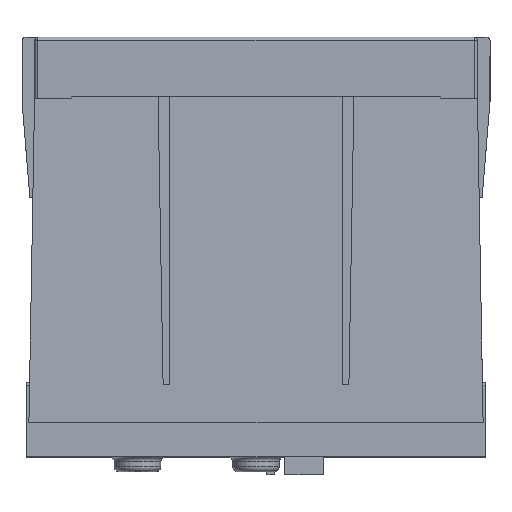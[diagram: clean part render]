
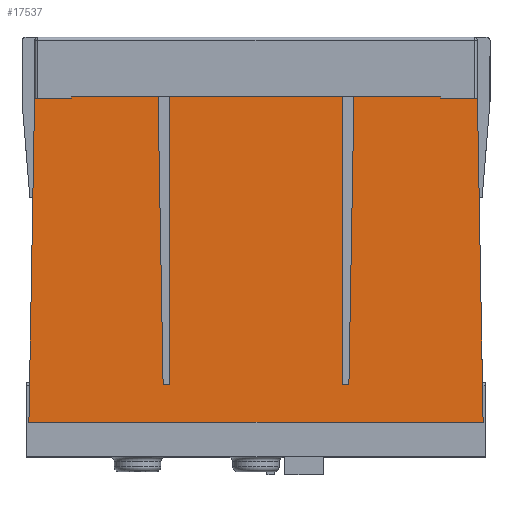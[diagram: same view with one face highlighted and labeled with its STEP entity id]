
A CAD part, top view. The second image highlights one B-rep face of the part: STEP entity #17537.
In plain terms, the highlighted planar face has unit normal (0, 0.018, 1).
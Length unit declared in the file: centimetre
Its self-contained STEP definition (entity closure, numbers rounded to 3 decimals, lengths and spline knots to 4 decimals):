
#1235=FACE_OUTER_BOUND('',#2147,.T.);
#2147=EDGE_LOOP('',(#12341,#12342,#12343,#12344,#12345,#12346,#12347,#12348,
#12349,#12350,#12351,#12352,#12353,#12354,#12355,#12356,#12357,#12358,#12359,
#12360));
#2874=LINE('',#24363,#4773);
#2883=LINE('',#24384,#4782);
#2916=LINE('',#24453,#4815);
#2922=LINE('',#24465,#4821);
#2925=LINE('',#24471,#4824);
#2929=LINE('',#24479,#4828);
#2953=LINE('',#24526,#4852);
#2987=LINE('',#24602,#4886);
#3128=LINE('',#25380,#5027);
#3389=LINE('',#26503,#5288);
#3425=LINE('',#26574,#5324);
#3517=LINE('',#26772,#5416);
#3518=LINE('',#26774,#5417);
#3519=LINE('',#26775,#5418);
#3520=LINE('',#26777,#5419);
#3521=LINE('',#26779,#5420);
#3522=LINE('',#26780,#5421);
#3523=LINE('',#26781,#5422);
#3524=LINE('',#26782,#5423);
#3525=LINE('',#26783,#5424);
#4773=VECTOR('',#19656,1.);
#4782=VECTOR('',#19671,1.);
#4815=VECTOR('',#19716,1.);
#4821=VECTOR('',#19726,0.1);
#4824=VECTOR('',#19729,0.1);
#4828=VECTOR('',#19733,0.1);
#4852=VECTOR('',#19769,1.);
#4886=VECTOR('',#19821,1.);
#5027=VECTOR('',#20162,1.);
#5288=VECTOR('',#21043,0.1);
#5324=VECTOR('',#21083,0.1);
#5416=VECTOR('',#21241,0.1);
#5417=VECTOR('',#21242,0.1);
#5418=VECTOR('',#21243,0.1);
#5419=VECTOR('',#21244,0.1);
#5420=VECTOR('',#21245,0.1);
#5421=VECTOR('',#21246,0.1);
#5422=VECTOR('',#21247,0.1);
#5423=VECTOR('',#21248,0.1);
#5424=VECTOR('',#21249,0.1);
#6664=VERTEX_POINT('',#24360);
#6665=VERTEX_POINT('',#24362);
#6673=VERTEX_POINT('',#24382);
#6674=VERTEX_POINT('',#24383);
#6704=VERTEX_POINT('',#24452);
#6708=VERTEX_POINT('',#24464);
#6710=VERTEX_POINT('',#24468);
#6711=VERTEX_POINT('',#24470);
#6714=VERTEX_POINT('',#24476);
#6715=VERTEX_POINT('',#24478);
#6732=VERTEX_POINT('',#24525);
#6922=VERTEX_POINT('',#25379);
#7149=VERTEX_POINT('',#26500);
#7150=VERTEX_POINT('',#26502);
#7182=VERTEX_POINT('',#26571);
#7183=VERTEX_POINT('',#26573);
#7256=VERTEX_POINT('',#26771);
#7257=VERTEX_POINT('',#26773);
#7258=VERTEX_POINT('',#26776);
#7259=VERTEX_POINT('',#26778);
#8275=EDGE_CURVE('',#6665,#6664,#2874,.T.);
#8285=EDGE_CURVE('',#6673,#6674,#2883,.T.);
#8319=EDGE_CURVE('',#6674,#6704,#2916,.T.);
#8325=EDGE_CURVE('',#6704,#6708,#2922,.T.);
#8328=EDGE_CURVE('',#6711,#6710,#2925,.T.);
#8332=EDGE_CURVE('',#6715,#6714,#2929,.T.);
#8356=EDGE_CURVE('',#6732,#6665,#2953,.T.);
#8392=EDGE_CURVE('',#6710,#6732,#2987,.T.);
#8600=EDGE_CURVE('',#6922,#6673,#3128,.T.);
#9010=EDGE_CURVE('',#7150,#7149,#3389,.T.);
#9046=EDGE_CURVE('',#7183,#7182,#3425,.T.);
#9152=EDGE_CURVE('',#6708,#7256,#3517,.T.);
#9153=EDGE_CURVE('',#7257,#7256,#3518,.T.);
#9154=EDGE_CURVE('',#6715,#7257,#3519,.T.);
#9155=EDGE_CURVE('',#6714,#7258,#3520,.T.);
#9156=EDGE_CURVE('',#7259,#7258,#3521,.T.);
#9157=EDGE_CURVE('',#6711,#7259,#3522,.T.);
#9158=EDGE_CURVE('',#6664,#7150,#3523,.T.);
#9159=EDGE_CURVE('',#7149,#7183,#3524,.T.);
#9160=EDGE_CURVE('',#7182,#6922,#3525,.T.);
#12341=ORIENTED_EDGE('',*,*,#8600,.T.);
#12342=ORIENTED_EDGE('',*,*,#8285,.T.);
#12343=ORIENTED_EDGE('',*,*,#8319,.T.);
#12344=ORIENTED_EDGE('',*,*,#8325,.T.);
#12345=ORIENTED_EDGE('',*,*,#9152,.T.);
#12346=ORIENTED_EDGE('',*,*,#9153,.F.);
#12347=ORIENTED_EDGE('',*,*,#9154,.F.);
#12348=ORIENTED_EDGE('',*,*,#8332,.T.);
#12349=ORIENTED_EDGE('',*,*,#9155,.T.);
#12350=ORIENTED_EDGE('',*,*,#9156,.F.);
#12351=ORIENTED_EDGE('',*,*,#9157,.F.);
#12352=ORIENTED_EDGE('',*,*,#8328,.T.);
#12353=ORIENTED_EDGE('',*,*,#8392,.T.);
#12354=ORIENTED_EDGE('',*,*,#8356,.T.);
#12355=ORIENTED_EDGE('',*,*,#8275,.T.);
#12356=ORIENTED_EDGE('',*,*,#9158,.T.);
#12357=ORIENTED_EDGE('',*,*,#9010,.T.);
#12358=ORIENTED_EDGE('',*,*,#9159,.T.);
#12359=ORIENTED_EDGE('',*,*,#9046,.T.);
#12360=ORIENTED_EDGE('',*,*,#9160,.T.);
#15903=PLANE('',#18665);
#17537=ADVANCED_FACE('',(#1235),#15903,.T.);
#18665=AXIS2_PLACEMENT_3D('',#26770,#21239,#21240);
#19656=DIRECTION('',(0.,1.,-0.017));
#19671=DIRECTION('',(-1.,0.,0.));
#19716=DIRECTION('',(0.,1.,-0.017));
#19726=DIRECTION('',(-1.,0.,0.));
#19729=DIRECTION('',(-1.,0.,0.));
#19733=DIRECTION('',(-1.,0.,0.));
#19769=DIRECTION('',(-1.,0.,0.));
#19821=DIRECTION('',(0.,-1.,0.017));
#20162=DIRECTION('',(0.,-1.,0.017));
#21043=DIRECTION('',(-0.017,-1.,0.017));
#21083=DIRECTION('',(-0.017,1.,-0.017));
#21239=DIRECTION('center_axis',(0.,0.017,
1.));
#21240=DIRECTION('ref_axis',(1.,0.,0.));
#21241=DIRECTION('',(-0.017,-1.,0.017));
#21242=DIRECTION('',(1.,0.,0.));
#21243=DIRECTION('',(0.,-1.,0.017));
#21244=DIRECTION('',(0.,-1.,0.017));
#21245=DIRECTION('',(1.,0.,0.));
#21246=DIRECTION('',(0.017,-1.,0.017));
#21247=DIRECTION('',(-1.,0.,0.));
#21248=DIRECTION('',(1.,0.,0.));
#21249=DIRECTION('',(-1.,0.,0.));
#24360=CARTESIAN_POINT('',(-5.447,-1.0567,1.4324));
#24362=CARTESIAN_POINT('',(-5.447,-1.0767,1.4327));
#24363=CARTESIAN_POINT('',(-5.447,-2.7998,1.4628));
#24382=CARTESIAN_POINT('',(-0.967,-1.0767,1.4327));
#24383=CARTESIAN_POINT('',(-1.337,-1.0767,1.4327));
#24384=CARTESIAN_POINT('',(-4.472,-1.0767,1.4327));
#24452=CARTESIAN_POINT('',(-1.337,-1.0567,1.4324));
#24453=CARTESIAN_POINT('',(-1.337,-2.7736,1.4624));
#24464=CARTESIAN_POINT('',(-2.215,-1.0567,1.4324));
#24465=CARTESIAN_POINT('',(-0.9646,-1.0567,1.4324));
#24468=CARTESIAN_POINT('',(-5.077,-1.0567,1.4324));
#24470=CARTESIAN_POINT('',(-4.199,-1.0567,1.4324));
#24471=CARTESIAN_POINT('',(-4.199,-1.0567,1.4324));
#24476=CARTESIAN_POINT('',(-4.082,-1.0567,1.4324));
#24478=CARTESIAN_POINT('',(-2.332,-1.0567,1.4324));
#24479=CARTESIAN_POINT('',(-2.332,-1.0567,1.4324));
#24525=CARTESIAN_POINT('',(-5.077,-1.0767,1.4327));
#24526=CARTESIAN_POINT('',(-4.472,-1.0767,1.4327));
#24602=CARTESIAN_POINT('',(-5.077,-2.7998,1.4628));
#25379=CARTESIAN_POINT('',(-0.967,-1.0567,1.4324));
#25380=CARTESIAN_POINT('',(-0.967,-2.7736,1.4624));
#26500=CARTESIAN_POINT('',(-5.507,-4.3567,1.49));
#26502=CARTESIAN_POINT('',(-5.4494,-1.0567,1.4324));
#26503=CARTESIAN_POINT('',(-5.4494,-1.0567,1.4324));
#26571=CARTESIAN_POINT('',(-0.9646,-1.0567,1.4324));
#26573=CARTESIAN_POINT('',(-0.907,-4.3567,1.49));
#26574=CARTESIAN_POINT('',(-0.907,-4.3567,1.49));
#26770=CARTESIAN_POINT('Origin',(-5.737,-4.5217,1.4929));
#26771=CARTESIAN_POINT('',(-2.266,-3.9767,1.4834));
#26772=CARTESIAN_POINT('',(-2.215,-1.0567,1.4324));
#26773=CARTESIAN_POINT('',(-2.332,-3.9767,1.4834));
#26774=CARTESIAN_POINT('',(-2.332,-3.9767,1.4834));
#26775=CARTESIAN_POINT('',(-2.332,-1.0567,1.4324));
#26776=CARTESIAN_POINT('',(-4.082,-3.9767,1.4834));
#26777=CARTESIAN_POINT('',(-4.082,-1.0567,1.4324));
#26778=CARTESIAN_POINT('',(-4.1481,-3.9767,1.4834));
#26779=CARTESIAN_POINT('',(-4.1481,-3.9767,1.4834));
#26780=CARTESIAN_POINT('',(-4.199,-1.0567,1.4324));
#26781=CARTESIAN_POINT('',(-4.199,-1.0567,1.4324));
#26782=CARTESIAN_POINT('',(-5.507,-4.3567,1.49));
#26783=CARTESIAN_POINT('',(-0.9646,-1.0567,1.4324));
